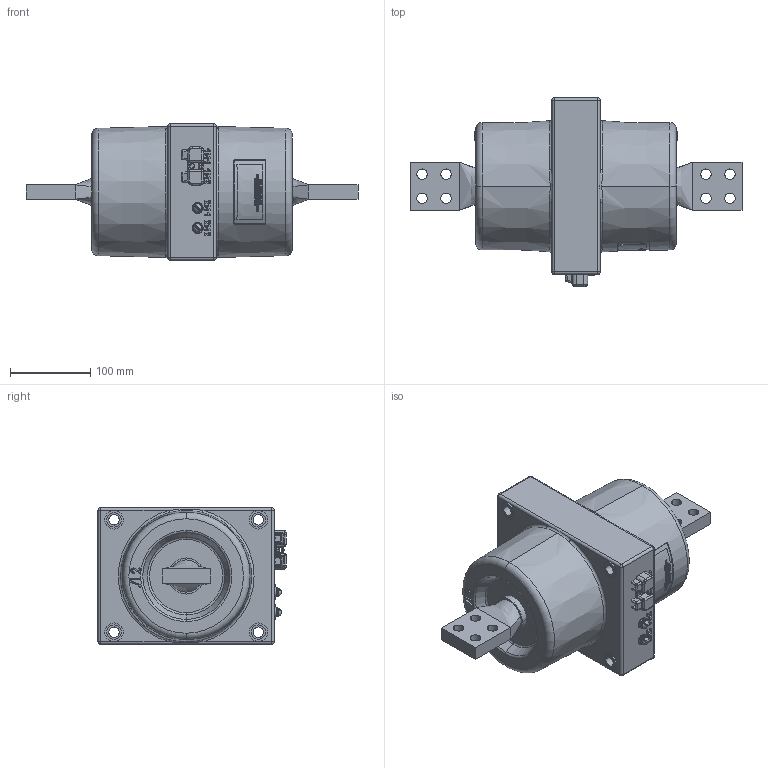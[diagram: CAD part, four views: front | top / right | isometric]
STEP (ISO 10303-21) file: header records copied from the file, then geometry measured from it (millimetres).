
FILE_DESCRIPTION (( 'STEP AP203' ), '1' );
FILE_NAME ('ﾒﾏﾎﾋ-10ﾌ-2ﾂ (800-2000ﾀ).STEP', '2021-12-17T08:19:20', ( '' ), ( '' ), 'SwSTEP 2.0', 'SolidWorks 2010', '' );
FILE_SCHEMA (( 'CONFIG_CONTROL_DESIGN' ));
Length unit declared in the file: millimetre
Products named in the file (1): ﾒﾏﾎﾋ-10ﾌ-2ﾂ (800-2000ﾀ)
Bounding box: 414 x 234.5 x 170 mm (x, y, z)
Surface area: 305202.2 mm2 (no closed solid volume)
Topology: 0 solids, 51 shells, 627 faces, 4163 edges, 3557 vertices
Faces by surface type: plane 206, bspline 190, cylinder 111, cone 84, sphere 20, torus 16
Entity records: 56698 total; most frequent: CARTESIAN_POINT 31228, ORIENTED_EDGE 5327, EDGE_CURVE 4152, VERTEX_POINT 3557, DIRECTION 3200, B_SPLINE_CURVE_WITH_KNOTS 2292, LINE 1266, VECTOR 1266
